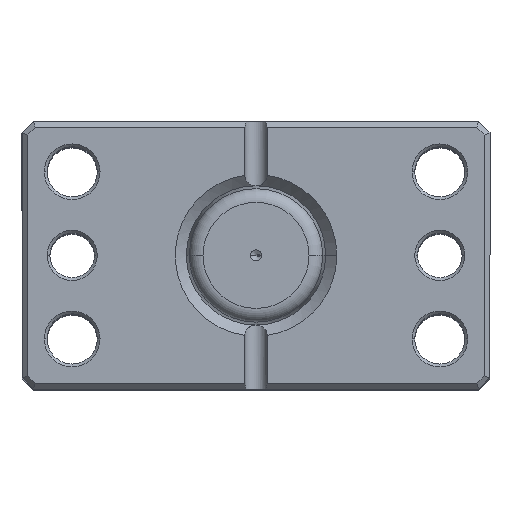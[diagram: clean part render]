
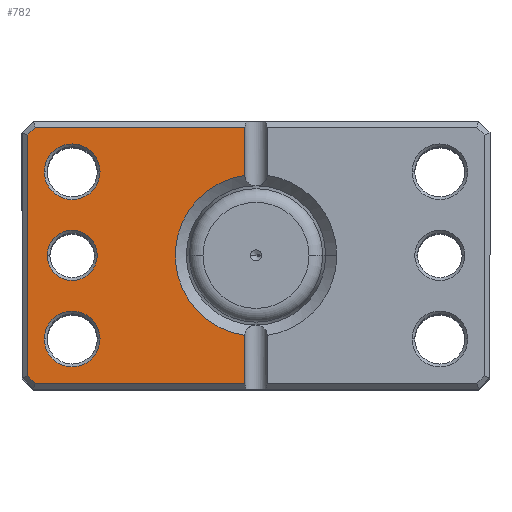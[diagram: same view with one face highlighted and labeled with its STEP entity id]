
A CAD part, top view. The second image highlights one B-rep face of the part: STEP entity #782.
In plain terms, the highlighted face is planar.
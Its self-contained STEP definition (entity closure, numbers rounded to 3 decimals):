
#113 = ORIENTED_EDGE ( 'NONE', *, *, #4508, .T. ) ;
#292 = ORIENTED_EDGE ( 'NONE', *, *, #3393, .T. ) ;
#320 = LINE ( 'NONE', #1333, #2901 ) ;
#330 = DIRECTION ( 'NONE',  ( 0., 0., 1. ) ) ;
#361 = LINE ( 'NONE', #3036, #5759 ) ;
#482 = DIRECTION ( 'NONE',  ( 0., 1., 0. ) ) ;
#493 = VERTEX_POINT ( 'NONE', #886 ) ;
#505 = LINE ( 'NONE', #5699, #5931 ) ;
#704 = LINE ( 'NONE', #4248, #2224 ) ;
#716 = EDGE_CURVE ( 'NONE', #5855, #4436, #1583, .T. ) ;
#782 = ADVANCED_FACE ( 'NONE', ( #1258, #5127, #6573, #1106 ), #3066, .F. ) ;
#886 = CARTESIAN_POINT ( 'NONE',  ( 39.586, 23., 0. ) ) ;
#921 = CARTESIAN_POINT ( 'NONE',  ( 33., -15., 0. ) ) ;
#963 = LINE ( 'NONE', #1446, #2329 ) ;
#1104 = CARTESIAN_POINT ( 'NONE',  ( 0., -23., 0. ) ) ;
#1106 = FACE_OUTER_BOUND ( 'NONE', #4448, .T. ) ;
#1253 = EDGE_LOOP ( 'NONE', ( #6360, #3628 ) ) ;
#1258 = FACE_BOUND ( 'NONE', #6536, .T. ) ;
#1292 = CARTESIAN_POINT ( 'NONE',  ( 28., -15., 0. ) ) ;
#1333 = CARTESIAN_POINT ( 'NONE',  ( 41., 0., 0. ) ) ;
#1340 = DIRECTION ( 'NONE',  ( 1., 0., 0. ) ) ;
#1431 = DIRECTION ( 'NONE',  ( 0., 0., 1. ) ) ;
#1446 = CARTESIAN_POINT ( 'NONE',  ( 2., 24., 0. ) ) ;
#1530 = LINE ( 'NONE', #1104, #4492 ) ;
#1546 = EDGE_CURVE ( 'NONE', #1780, #5407, #704, .T. ) ;
#1583 = CIRCLE ( 'NONE', #6764, 5. ) ;
#1646 = EDGE_CURVE ( 'NONE', #4436, #5855, #5196, .T. ) ;
#1780 = VERTEX_POINT ( 'NONE', #1806 ) ;
#1793 = LINE ( 'NONE', #2559, #5836 ) ;
#1806 = CARTESIAN_POINT ( 'NONE',  ( 41., -21.586, 0. ) ) ;
#1820 = EDGE_CURVE ( 'NONE', #2974, #5793, #5283, .T. ) ;
#2045 = DIRECTION ( 'NONE',  ( 0.707, -0.707, 0. ) ) ;
#2224 = VECTOR ( 'NONE', #4219, 1000. ) ;
#2247 = CARTESIAN_POINT ( 'NONE',  ( 2., 23., 0. ) ) ;
#2281 = CARTESIAN_POINT ( 'NONE',  ( 33., 0., 0. ) ) ;
#2329 = VECTOR ( 'NONE', #4585, 1000. ) ;
#2331 = CARTESIAN_POINT ( 'NONE',  ( 33., -15., 0. ) ) ;
#2351 = DIRECTION ( 'NONE',  ( 0., 0., 1. ) ) ;
#2353 = EDGE_CURVE ( 'NONE', #6194, #4795, #3372, .T. ) ;
#2372 = DIRECTION ( 'NONE',  ( 1., 0., 0. ) ) ;
#2453 = CARTESIAN_POINT ( 'NONE',  ( 41., 21.586, 0. ) ) ;
#2511 = ORIENTED_EDGE ( 'NONE', *, *, #1546, .T. ) ;
#2537 = CARTESIAN_POINT ( 'NONE',  ( 33., 15., 0. ) ) ;
#2559 = CARTESIAN_POINT ( 'NONE',  ( 31.293, 31.293, 0. ) ) ;
#2593 = CARTESIAN_POINT ( 'NONE',  ( 33., 0., 0. ) ) ;
#2644 = CARTESIAN_POINT ( 'NONE',  ( 38., 15., 0. ) ) ;
#2680 = CIRCLE ( 'NONE', #6463, 5. ) ;
#2724 = CIRCLE ( 'NONE', #2998, 4.5 ) ;
#2782 = CARTESIAN_POINT ( 'NONE',  ( 28.5, 0., 0. ) ) ;
#2802 = DIRECTION ( 'NONE',  ( 1., 0., 0. ) ) ;
#2870 = CARTESIAN_POINT ( 'NONE',  ( 0., 0., 0. ) ) ;
#2901 = VECTOR ( 'NONE', #4030, 1000. ) ;
#2974 = VERTEX_POINT ( 'NONE', #6302 ) ;
#2982 = EDGE_CURVE ( 'NONE', #493, #4906, #1793, .T. ) ;
#2998 = AXIS2_PLACEMENT_3D ( 'NONE', #2281, #6000, #2802 ) ;
#3036 = CARTESIAN_POINT ( 'NONE',  ( 0., 23., 0. ) ) ;
#3043 = AXIS2_PLACEMENT_3D ( 'NONE', #6102, #5545, #6288 ) ;
#3066 = PLANE ( 'NONE',  #3043 ) ;
#3073 = DIRECTION ( 'NONE',  ( 1., 0., 0. ) ) ;
#3132 = DIRECTION ( 'NONE',  ( 1., 0., 0. ) ) ;
#3254 = DIRECTION ( 'NONE',  ( 0., 0., 1. ) ) ;
#3266 = AXIS2_PLACEMENT_3D ( 'NONE', #2331, #2351, #2372 ) ;
#3285 = DIRECTION ( 'NONE',  ( 1., 0., 0. ) ) ;
#3372 = CIRCLE ( 'NONE', #3577, 4.5 ) ;
#3393 = EDGE_CURVE ( 'NONE', #5793, #3729, #505, .T. ) ;
#3577 = AXIS2_PLACEMENT_3D ( 'NONE', #2593, #6332, #3132 ) ;
#3628 = ORIENTED_EDGE ( 'NONE', *, *, #3965, .T. ) ;
#3645 = CARTESIAN_POINT ( 'NONE',  ( 2., 14.361, 0. ) ) ;
#3703 = ORIENTED_EDGE ( 'NONE', *, *, #5984, .T. ) ;
#3729 = VERTEX_POINT ( 'NONE', #2247 ) ;
#3861 = VERTEX_POINT ( 'NONE', #4974 ) ;
#3954 = CARTESIAN_POINT ( 'NONE',  ( 37.5, 0., 0. ) ) ;
#3965 = EDGE_CURVE ( 'NONE', #6172, #6784, #4661, .T. ) ;
#4030 = DIRECTION ( 'NONE',  ( 0., -1., 0. ) ) ;
#4092 = DIRECTION ( 'NONE',  ( 1., 0., 0. ) ) ;
#4219 = DIRECTION ( 'NONE',  ( -0.707, -0.707, 0. ) ) ;
#4248 = CARTESIAN_POINT ( 'NONE',  ( 31.293, -31.293, 0. ) ) ;
#4306 = EDGE_CURVE ( 'NONE', #6784, #6172, #2680, .T. ) ;
#4436 = VERTEX_POINT ( 'NONE', #5206 ) ;
#4448 = EDGE_LOOP ( 'NONE', ( #3703, #4772, #292, #6123, #4534, #5007, #2511, #113 ) ) ;
#4492 = VECTOR ( 'NONE', #6370, 1000. ) ;
#4508 = EDGE_CURVE ( 'NONE', #5407, #3861, #1530, .T. ) ;
#4534 = ORIENTED_EDGE ( 'NONE', *, *, #2982, .T. ) ;
#4567 = CARTESIAN_POINT ( 'NONE',  ( 33., 15., 0. ) ) ;
#4576 = CARTESIAN_POINT ( 'NONE',  ( 28., 15., 0. ) ) ;
#4585 = DIRECTION ( 'NONE',  ( 0., 1., 0. ) ) ;
#4661 = CIRCLE ( 'NONE', #5852, 5. ) ;
#4772 = ORIENTED_EDGE ( 'NONE', *, *, #1820, .T. ) ;
#4795 = VERTEX_POINT ( 'NONE', #3954 ) ;
#4906 = VERTEX_POINT ( 'NONE', #2453 ) ;
#4974 = CARTESIAN_POINT ( 'NONE',  ( 2., -23., 0. ) ) ;
#5007 = ORIENTED_EDGE ( 'NONE', *, *, #5687, .T. ) ;
#5103 = ORIENTED_EDGE ( 'NONE', *, *, #1646, .T. ) ;
#5118 = DIRECTION ( 'NONE',  ( 1., 0., 0. ) ) ;
#5127 = FACE_BOUND ( 'NONE', #6008, .T. ) ;
#5196 = CIRCLE ( 'NONE', #3266, 5. ) ;
#5206 = CARTESIAN_POINT ( 'NONE',  ( 38., -15., 0. ) ) ;
#5259 = AXIS2_PLACEMENT_3D ( 'NONE', #2870, #3254, #3285 ) ;
#5283 = CIRCLE ( 'NONE', #5259, 14.5 ) ;
#5407 = VERTEX_POINT ( 'NONE', #6436 ) ;
#5545 = DIRECTION ( 'NONE',  ( 0., 0., 1. ) ) ;
#5687 = EDGE_CURVE ( 'NONE', #4906, #1780, #320, .T. ) ;
#5699 = CARTESIAN_POINT ( 'NONE',  ( 2., 24., 0. ) ) ;
#5759 = VECTOR ( 'NONE', #4092, 1000. ) ;
#5793 = VERTEX_POINT ( 'NONE', #3645 ) ;
#5836 = VECTOR ( 'NONE', #2045, 1000. ) ;
#5852 = AXIS2_PLACEMENT_3D ( 'NONE', #2537, #6277, #3073 ) ;
#5855 = VERTEX_POINT ( 'NONE', #1292 ) ;
#5931 = VECTOR ( 'NONE', #482, 1000. ) ;
#5984 = EDGE_CURVE ( 'NONE', #3861, #2974, #963, .T. ) ;
#6000 = DIRECTION ( 'NONE',  ( 0., 0., 1. ) ) ;
#6008 = EDGE_LOOP ( 'NONE', ( #6380, #5103 ) ) ;
#6102 = CARTESIAN_POINT ( 'NONE',  ( 0., 0., 0. ) ) ;
#6123 = ORIENTED_EDGE ( 'NONE', *, *, #6840, .T. ) ;
#6172 = VERTEX_POINT ( 'NONE', #2644 ) ;
#6194 = VERTEX_POINT ( 'NONE', #2782 ) ;
#6277 = DIRECTION ( 'NONE',  ( 0., 0., 1. ) ) ;
#6288 = DIRECTION ( 'NONE',  ( 1., 0., 0. ) ) ;
#6302 = CARTESIAN_POINT ( 'NONE',  ( 2., -14.361, 0. ) ) ;
#6332 = DIRECTION ( 'NONE',  ( 0., 0., 1. ) ) ;
#6360 = ORIENTED_EDGE ( 'NONE', *, *, #4306, .T. ) ;
#6370 = DIRECTION ( 'NONE',  ( -1., 0., 0. ) ) ;
#6380 = ORIENTED_EDGE ( 'NONE', *, *, #716, .T. ) ;
#6436 = CARTESIAN_POINT ( 'NONE',  ( 39.586, -23., 0. ) ) ;
#6463 = AXIS2_PLACEMENT_3D ( 'NONE', #4567, #1431, #5118 ) ;
#6536 = EDGE_LOOP ( 'NONE', ( #6638, #6716 ) ) ;
#6541 = EDGE_CURVE ( 'NONE', #4795, #6194, #2724, .T. ) ;
#6573 = FACE_BOUND ( 'NONE', #1253, .T. ) ;
#6638 = ORIENTED_EDGE ( 'NONE', *, *, #2353, .T. ) ;
#6716 = ORIENTED_EDGE ( 'NONE', *, *, #6541, .T. ) ;
#6764 = AXIS2_PLACEMENT_3D ( 'NONE', #921, #330, #1340 ) ;
#6784 = VERTEX_POINT ( 'NONE', #4576 ) ;
#6840 = EDGE_CURVE ( 'NONE', #3729, #493, #361, .T. ) ;
